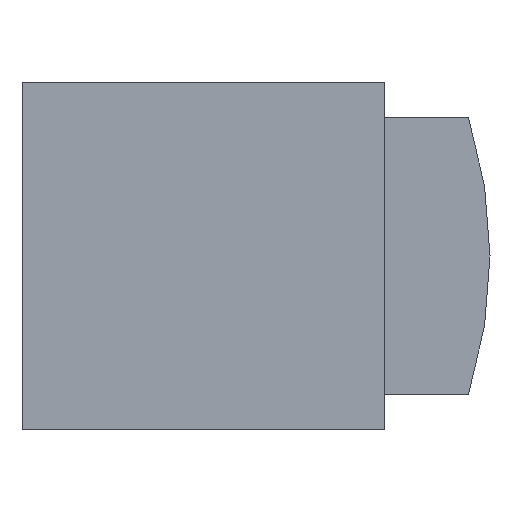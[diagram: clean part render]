
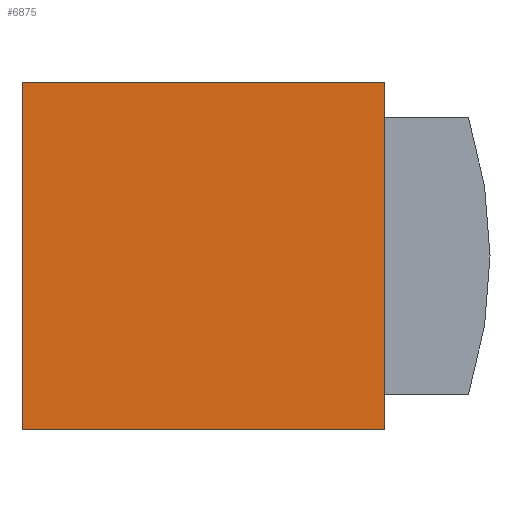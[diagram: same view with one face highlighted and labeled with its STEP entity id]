
A CAD part, front view. The second image highlights one B-rep face of the part: STEP entity #6875.
In plain terms, the highlighted planar face has unit normal (0, -1, 0).
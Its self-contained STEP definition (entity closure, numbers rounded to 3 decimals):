
#145=PLANE('',#7283);
#305=LINE('',#9030,#871);
#411=LINE('',#9252,#977);
#426=LINE('',#9290,#992);
#467=LINE('',#9398,#1033);
#871=VECTOR('',#7537,1000.);
#977=VECTOR('',#7709,1000.);
#992=VECTOR('',#7738,1000.);
#1033=VECTOR('',#7821,1000.);
#2127=ORIENTED_EDGE('',*,*,#2932,.F.);
#2128=ORIENTED_EDGE('',*,*,#3046,.F.);
#2129=ORIENTED_EDGE('',*,*,#3120,.F.);
#2130=ORIENTED_EDGE('',*,*,#3066,.F.);
#2932=EDGE_CURVE('',#3664,#3665,#305,.T.);
#3046=EDGE_CURVE('',#3747,#3664,#411,.T.);
#3066=EDGE_CURVE('',#3665,#3764,#426,.T.);
#3120=EDGE_CURVE('',#3764,#3747,#467,.T.);
#3664=VERTEX_POINT('',#9029);
#3665=VERTEX_POINT('',#9031);
#3747=VERTEX_POINT('',#9251);
#3764=VERTEX_POINT('',#9291);
#4378=EDGE_LOOP('',(#2127,#2128,#2129,#2130));
#4674=FACE_BOUND('',#4378,.T.);
#6875=ADVANCED_FACE('',(#4674),#145,.F.);
#7283=AXIS2_PLACEMENT_3D('',#9980,#8318,#8319);
#7537=DIRECTION('',(0.,0.,1.));
#7709=DIRECTION('',(-1.,0.,0.));
#7738=DIRECTION('',(1.,0.,0.));
#7821=DIRECTION('',(0.,0.,-1.));
#8318=DIRECTION('',(0.,1.,0.));
#8319=DIRECTION('',(0.,0.,1.));
#9029=CARTESIAN_POINT('',(-21.,-31.5,-20.1));
#9030=CARTESIAN_POINT('',(-21.,-31.5,-20.1));
#9031=CARTESIAN_POINT('',(-21.,-31.5,20.1));
#9251=CARTESIAN_POINT('',(21.,-31.5,-20.1));
#9252=CARTESIAN_POINT('',(21.,-31.5,-20.1));
#9290=CARTESIAN_POINT('',(-21.,-31.5,20.1));
#9291=CARTESIAN_POINT('',(21.,-31.5,20.1));
#9398=CARTESIAN_POINT('',(21.,-31.5,20.1));
#9980=CARTESIAN_POINT('',(0.,-31.5,0.));
